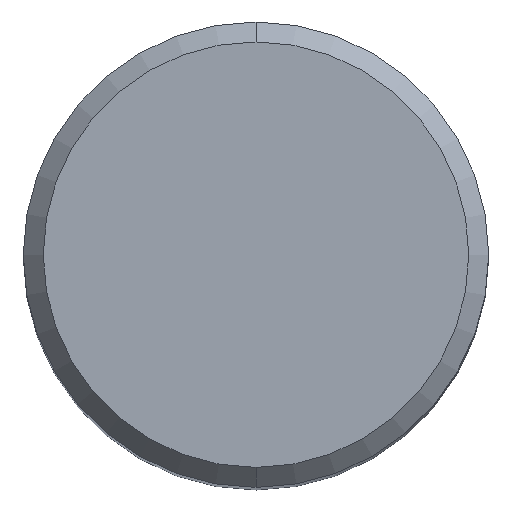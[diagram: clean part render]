
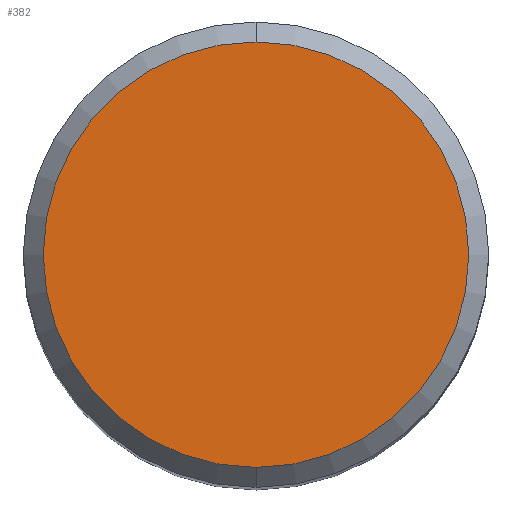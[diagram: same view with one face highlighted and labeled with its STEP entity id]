
A CAD part, top view. The second image highlights one B-rep face of the part: STEP entity #382.
In plain terms, the highlighted planar face has unit normal (0, 0, 1).
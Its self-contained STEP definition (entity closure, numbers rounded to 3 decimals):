
#186=VERTEX_POINT('',#488);
#382=ADVANCED_FACE('',(#705),#706,.T.);
#402=EDGE_CURVE('',#186,#448,#726,.T.);
#438=EDGE_CURVE('',#448,#186,#766,.T.);
#448=VERTEX_POINT('',#777);
#488=CARTESIAN_POINT('',(0.0,6.4,0.0));
#705=FACE_OUTER_BOUND('',#1314,.T.);
#706=PLANE('',#1315);
#726=CIRCLE('',#1393,6.4);
#766=CIRCLE('',#1458,6.4);
#777=CARTESIAN_POINT('',(0.,-6.4,0.0));
#1314=EDGE_LOOP('',(#1734,#1735));
#1315=AXIS2_PLACEMENT_3D('',#1736,#1737,#1738);
#1393=AXIS2_PLACEMENT_3D('',#1746,#1747,#1748);
#1458=AXIS2_PLACEMENT_3D('',#1795,#1796,#1797);
#1734=ORIENTED_EDGE('',*,*,#402,.F.);
#1735=ORIENTED_EDGE('',*,*,#438,.F.);
#1736=CARTESIAN_POINT('',(0.0,3.2,0.0));
#1737=DIRECTION('',(-0.0,0.0,1.0));
#1738=DIRECTION('',(0.0,-1.0,0.0));
#1746=CARTESIAN_POINT('',(0.0,0.0,0.0));
#1747=DIRECTION('',(0.0,0.0,-1.0));
#1748=DIRECTION('',(0.0,1.0,0.0));
#1795=CARTESIAN_POINT('',(0.0,0.0,0.0));
#1796=DIRECTION('',(0.0,0.0,-1.0));
#1797=DIRECTION('',(0.0,1.0,0.0));
